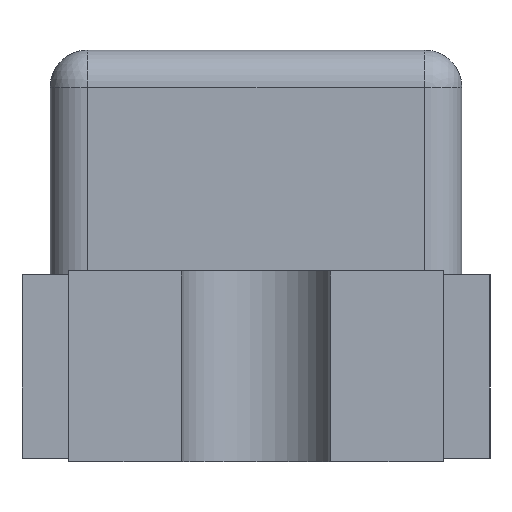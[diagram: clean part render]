
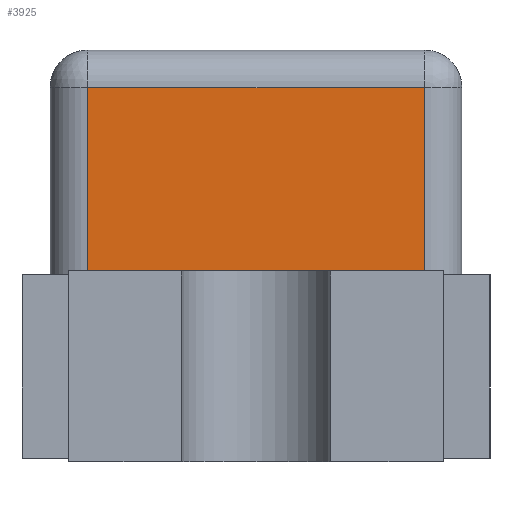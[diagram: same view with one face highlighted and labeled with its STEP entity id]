
A CAD part, left-side view. The second image highlights one B-rep face of the part: STEP entity #3925.
In plain terms, the highlighted planar face has unit normal (-1, 0, 0).
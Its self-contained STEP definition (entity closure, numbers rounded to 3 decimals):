
#808 = PLANE('',#809);
#809 = AXIS2_PLACEMENT_3D('',#810,#811,#812);
#810 = CARTESIAN_POINT('',(-1.01,-0.5,0.51));
#811 = DIRECTION('',(0.,0.,1.));
#812 = DIRECTION('',(1.,0.,-0.));
#936 = CYLINDRICAL_SURFACE('',#937,0.1);
#937 = AXIS2_PLACEMENT_3D('',#938,#939,#940);
#938 = CARTESIAN_POINT('',(-0.55,-0.45,1.1));
#939 = DIRECTION('',(0.,0.,-1.));
#940 = DIRECTION('',(-1.,0.,0.));
#1163 = CYLINDRICAL_SURFACE('',#1164,0.1);
#1164 = AXIS2_PLACEMENT_3D('',#1165,#1166,#1167);
#1165 = CARTESIAN_POINT('',(-0.55,0.45,1.1));
#1166 = DIRECTION('',(0.,0.,-1.));
#1167 = DIRECTION('',(-1.,0.,0.));
#1964 = VERTEX_POINT('',#1965);
#1965 = CARTESIAN_POINT('',(-0.65,-0.45,0.51));
#2057 = VERTEX_POINT('',#2058);
#2058 = CARTESIAN_POINT('',(-0.65,-0.45,1.));
#2129 = EDGE_CURVE('',#2057,#1964,#2130,.T.);
#2130 = SURFACE_CURVE('',#2131,(#2135,#2164),.PCURVE_S1.);
#2131 = LINE('',#2132,#2133);
#2132 = CARTESIAN_POINT('',(-0.65,-0.45,1.1));
#2133 = VECTOR('',#2134,1.);
#2134 = DIRECTION('',(0.,0.,-1.));
#2135 = PCURVE('',#936,#2136);
#2136 = DEFINITIONAL_REPRESENTATION('',(#2137),#2163);
#2137 = B_SPLINE_CURVE_WITH_KNOTS('',3,(#2138,#2139,#2140,#2141,#2142,
    #2143,#2144,#2145,#2146,#2147,#2148,#2149,#2150,#2151,#2152,#2153,
    #2154,#2155,#2156,#2157,#2158,#2159,#2160,#2161,#2162),
  .UNSPECIFIED.,.F.,.F.,(4,1,1,1,1,1,1,1,1,1,1,1,1,1,1,1,1,1,1,1,1,1,4),
  (0.1,0.122,0.145,0.167,0.189,
    0.211,0.234,0.256,0.278,
    0.3,0.323,0.345,0.367,0.39,
    0.412,0.434,0.456,0.479,
    0.501,0.523,0.545,0.568,0.59),
  .QUASI_UNIFORM_KNOTS.);
#2138 = CARTESIAN_POINT('',(6.283,0.1));
#2139 = CARTESIAN_POINT('',(6.283,0.107));
#2140 = CARTESIAN_POINT('',(6.283,0.122));
#2141 = CARTESIAN_POINT('',(6.283,0.145));
#2142 = CARTESIAN_POINT('',(6.283,0.167));
#2143 = CARTESIAN_POINT('',(6.283,0.189));
#2144 = CARTESIAN_POINT('',(6.283,0.211));
#2145 = CARTESIAN_POINT('',(6.283,0.234));
#2146 = CARTESIAN_POINT('',(6.283,0.256));
#2147 = CARTESIAN_POINT('',(6.283,0.278));
#2148 = CARTESIAN_POINT('',(6.283,0.3));
#2149 = CARTESIAN_POINT('',(6.283,0.323));
#2150 = CARTESIAN_POINT('',(6.283,0.345));
#2151 = CARTESIAN_POINT('',(6.283,0.367));
#2152 = CARTESIAN_POINT('',(6.283,0.39));
#2153 = CARTESIAN_POINT('',(6.283,0.412));
#2154 = CARTESIAN_POINT('',(6.283,0.434));
#2155 = CARTESIAN_POINT('',(6.283,0.456));
#2156 = CARTESIAN_POINT('',(6.283,0.479));
#2157 = CARTESIAN_POINT('',(6.283,0.501));
#2158 = CARTESIAN_POINT('',(6.283,0.523));
#2159 = CARTESIAN_POINT('',(6.283,0.545));
#2160 = CARTESIAN_POINT('',(6.283,0.568));
#2161 = CARTESIAN_POINT('',(6.283,0.583));
#2162 = CARTESIAN_POINT('',(6.283,0.59));
#2163 = ( GEOMETRIC_REPRESENTATION_CONTEXT(2) 
PARAMETRIC_REPRESENTATION_CONTEXT() REPRESENTATION_CONTEXT('2D SPACE',''
  ) );
#2164 = PCURVE('',#2165,#2170);
#2165 = PLANE('',#2166);
#2166 = AXIS2_PLACEMENT_3D('',#2167,#2168,#2169);
#2167 = CARTESIAN_POINT('',(-0.65,0.55,1.1));
#2168 = DIRECTION('',(1.,0.,-0.));
#2169 = DIRECTION('',(0.,1.,0.));
#2170 = DEFINITIONAL_REPRESENTATION('',(#2171),#2175);
#2171 = LINE('',#2172,#2173);
#2172 = CARTESIAN_POINT('',(-1.,0.));
#2173 = VECTOR('',#2174,1.);
#2174 = DIRECTION('',(0.,-1.));
#2175 = ( GEOMETRIC_REPRESENTATION_CONTEXT(2) 
PARAMETRIC_REPRESENTATION_CONTEXT() REPRESENTATION_CONTEXT('2D SPACE',''
  ) );
#2181 = EDGE_CURVE('',#1964,#2182,#2184,.T.);
#2182 = VERTEX_POINT('',#2183);
#2183 = CARTESIAN_POINT('',(-0.65,0.45,0.51));
#2184 = SURFACE_CURVE('',#2185,(#2189,#2196),.PCURVE_S1.);
#2185 = LINE('',#2186,#2187);
#2186 = CARTESIAN_POINT('',(-0.65,-0.5,0.51));
#2187 = VECTOR('',#2188,1.);
#2188 = DIRECTION('',(-0.,1.,0.));
#2189 = PCURVE('',#808,#2190);
#2190 = DEFINITIONAL_REPRESENTATION('',(#2191),#2195);
#2191 = LINE('',#2192,#2193);
#2192 = CARTESIAN_POINT('',(0.36,0.));
#2193 = VECTOR('',#2194,1.);
#2194 = DIRECTION('',(0.,1.));
#2195 = ( GEOMETRIC_REPRESENTATION_CONTEXT(2) 
PARAMETRIC_REPRESENTATION_CONTEXT() REPRESENTATION_CONTEXT('2D SPACE',''
  ) );
#2196 = PCURVE('',#2165,#2197);
#2197 = DEFINITIONAL_REPRESENTATION('',(#2198),#2202);
#2198 = LINE('',#2199,#2200);
#2199 = CARTESIAN_POINT('',(-1.05,-0.59));
#2200 = VECTOR('',#2201,1.);
#2201 = DIRECTION('',(1.,0.));
#2202 = ( GEOMETRIC_REPRESENTATION_CONTEXT(2) 
PARAMETRIC_REPRESENTATION_CONTEXT() REPRESENTATION_CONTEXT('2D SPACE',''
  ) );
#2506 = VERTEX_POINT('',#2507);
#2507 = CARTESIAN_POINT('',(-0.65,0.45,1.));
#2676 = EDGE_CURVE('',#2182,#2506,#2677,.T.);
#2677 = SURFACE_CURVE('',#2678,(#2682,#2711),.PCURVE_S1.);
#2678 = LINE('',#2679,#2680);
#2679 = CARTESIAN_POINT('',(-0.65,0.45,1.1));
#2680 = VECTOR('',#2681,1.);
#2681 = DIRECTION('',(-0.,-0.,1.));
#2682 = PCURVE('',#1163,#2683);
#2683 = DEFINITIONAL_REPRESENTATION('',(#2684),#2710);
#2684 = B_SPLINE_CURVE_WITH_KNOTS('',3,(#2685,#2686,#2687,#2688,#2689,
    #2690,#2691,#2692,#2693,#2694,#2695,#2696,#2697,#2698,#2699,#2700,
    #2701,#2702,#2703,#2704,#2705,#2706,#2707,#2708,#2709),
  .UNSPECIFIED.,.F.,.F.,(4,1,1,1,1,1,1,1,1,1,1,1,1,1,1,1,1,1,1,1,1,1,4),
  (-0.59,-0.568,-0.545,-0.523,-0.501
    ,-0.479,-0.456,-0.434,-0.412,
    -0.39,-0.367,-0.345,-0.323,
    -0.3,-0.278,-0.256,-0.234,
    -0.211,-0.189,-0.167,-0.145,
    -0.122,-0.1),.QUASI_UNIFORM_KNOTS.);
#2685 = CARTESIAN_POINT('',(0.,0.59));
#2686 = CARTESIAN_POINT('',(0.,0.583));
#2687 = CARTESIAN_POINT('',(0.,0.568));
#2688 = CARTESIAN_POINT('',(0.,0.545));
#2689 = CARTESIAN_POINT('',(0.,0.523));
#2690 = CARTESIAN_POINT('',(0.,0.501));
#2691 = CARTESIAN_POINT('',(0.,0.479));
#2692 = CARTESIAN_POINT('',(0.,0.456));
#2693 = CARTESIAN_POINT('',(0.,0.434));
#2694 = CARTESIAN_POINT('',(0.,0.412));
#2695 = CARTESIAN_POINT('',(0.,0.39));
#2696 = CARTESIAN_POINT('',(0.,0.367));
#2697 = CARTESIAN_POINT('',(0.,0.345));
#2698 = CARTESIAN_POINT('',(0.,0.323));
#2699 = CARTESIAN_POINT('',(0.,0.3));
#2700 = CARTESIAN_POINT('',(0.,0.278));
#2701 = CARTESIAN_POINT('',(0.,0.256));
#2702 = CARTESIAN_POINT('',(0.,0.234));
#2703 = CARTESIAN_POINT('',(0.,0.211));
#2704 = CARTESIAN_POINT('',(0.,0.189));
#2705 = CARTESIAN_POINT('',(0.,0.167));
#2706 = CARTESIAN_POINT('',(0.,0.145));
#2707 = CARTESIAN_POINT('',(0.,0.122));
#2708 = CARTESIAN_POINT('',(0.,0.107));
#2709 = CARTESIAN_POINT('',(0.,0.1));
#2710 = ( GEOMETRIC_REPRESENTATION_CONTEXT(2) 
PARAMETRIC_REPRESENTATION_CONTEXT() REPRESENTATION_CONTEXT('2D SPACE',''
  ) );
#2711 = PCURVE('',#2165,#2712);
#2712 = DEFINITIONAL_REPRESENTATION('',(#2713),#2717);
#2713 = LINE('',#2714,#2715);
#2714 = CARTESIAN_POINT('',(-0.1,0.));
#2715 = VECTOR('',#2716,1.);
#2716 = DIRECTION('',(0.,1.));
#2717 = ( GEOMETRIC_REPRESENTATION_CONTEXT(2) 
PARAMETRIC_REPRESENTATION_CONTEXT() REPRESENTATION_CONTEXT('2D SPACE',''
  ) );
#3925 = ADVANCED_FACE('',(#3926),#2165,.F.);
#3926 = FACE_BOUND('',#3927,.T.);
#3927 = EDGE_LOOP('',(#3928,#3929,#3930,#3978));
#3928 = ORIENTED_EDGE('',*,*,#2181,.F.);
#3929 = ORIENTED_EDGE('',*,*,#2129,.F.);
#3930 = ORIENTED_EDGE('',*,*,#3931,.F.);
#3931 = EDGE_CURVE('',#2506,#2057,#3932,.T.);
#3932 = SURFACE_CURVE('',#3933,(#3937,#3944),.PCURVE_S1.);
#3933 = LINE('',#3934,#3935);
#3934 = CARTESIAN_POINT('',(-0.65,0.55,1.));
#3935 = VECTOR('',#3936,1.);
#3936 = DIRECTION('',(0.,-1.,-0.));
#3937 = PCURVE('',#2165,#3938);
#3938 = DEFINITIONAL_REPRESENTATION('',(#3939),#3943);
#3939 = LINE('',#3940,#3941);
#3940 = CARTESIAN_POINT('',(0.,-0.1));
#3941 = VECTOR('',#3942,1.);
#3942 = DIRECTION('',(-1.,0.));
#3943 = ( GEOMETRIC_REPRESENTATION_CONTEXT(2) 
PARAMETRIC_REPRESENTATION_CONTEXT() REPRESENTATION_CONTEXT('2D SPACE',''
  ) );
#3944 = PCURVE('',#3945,#3950);
#3945 = CYLINDRICAL_SURFACE('',#3946,0.1);
#3946 = AXIS2_PLACEMENT_3D('',#3947,#3948,#3949);
#3947 = CARTESIAN_POINT('',(-0.55,-0.55,1.));
#3948 = DIRECTION('',(0.,1.,0.));
#3949 = DIRECTION('',(-1.,0.,-0.));
#3950 = DEFINITIONAL_REPRESENTATION('',(#3951),#3977);
#3951 = B_SPLINE_CURVE_WITH_KNOTS('',3,(#3952,#3953,#3954,#3955,#3956,
    #3957,#3958,#3959,#3960,#3961,#3962,#3963,#3964,#3965,#3966,#3967,
    #3968,#3969,#3970,#3971,#3972,#3973,#3974,#3975,#3976),
  .UNSPECIFIED.,.F.,.F.,(4,1,1,1,1,1,1,1,1,1,1,1,1,1,1,1,1,1,1,1,1,1,4),
  (0.1,0.141,0.182,0.223,0.264,
    0.305,0.345,0.386,0.427,
    0.468,0.509,0.55,0.591,0.632,
    0.673,0.714,0.755,0.795,
    0.836,0.877,0.918,0.959,1.),
  .QUASI_UNIFORM_KNOTS.);
#3952 = CARTESIAN_POINT('',(0.,1.));
#3953 = CARTESIAN_POINT('',(0.,0.986));
#3954 = CARTESIAN_POINT('',(0.,0.959));
#3955 = CARTESIAN_POINT('',(0.,0.918));
#3956 = CARTESIAN_POINT('',(0.,0.877));
#3957 = CARTESIAN_POINT('',(0.,0.836));
#3958 = CARTESIAN_POINT('',(0.,0.795));
#3959 = CARTESIAN_POINT('',(0.,0.755));
#3960 = CARTESIAN_POINT('',(0.,0.714));
#3961 = CARTESIAN_POINT('',(0.,0.673));
#3962 = CARTESIAN_POINT('',(0.,0.632));
#3963 = CARTESIAN_POINT('',(0.,0.591));
#3964 = CARTESIAN_POINT('',(0.,0.55));
#3965 = CARTESIAN_POINT('',(0.,0.509));
#3966 = CARTESIAN_POINT('',(0.,0.468));
#3967 = CARTESIAN_POINT('',(0.,0.427));
#3968 = CARTESIAN_POINT('',(0.,0.386));
#3969 = CARTESIAN_POINT('',(0.,0.345));
#3970 = CARTESIAN_POINT('',(0.,0.305));
#3971 = CARTESIAN_POINT('',(0.,0.264));
#3972 = CARTESIAN_POINT('',(0.,0.223));
#3973 = CARTESIAN_POINT('',(0.,0.182));
#3974 = CARTESIAN_POINT('',(0.,0.141));
#3975 = CARTESIAN_POINT('',(0.,0.114));
#3976 = CARTESIAN_POINT('',(0.,0.1));
#3977 = ( GEOMETRIC_REPRESENTATION_CONTEXT(2) 
PARAMETRIC_REPRESENTATION_CONTEXT() REPRESENTATION_CONTEXT('2D SPACE',''
  ) );
#3978 = ORIENTED_EDGE('',*,*,#2676,.F.);
